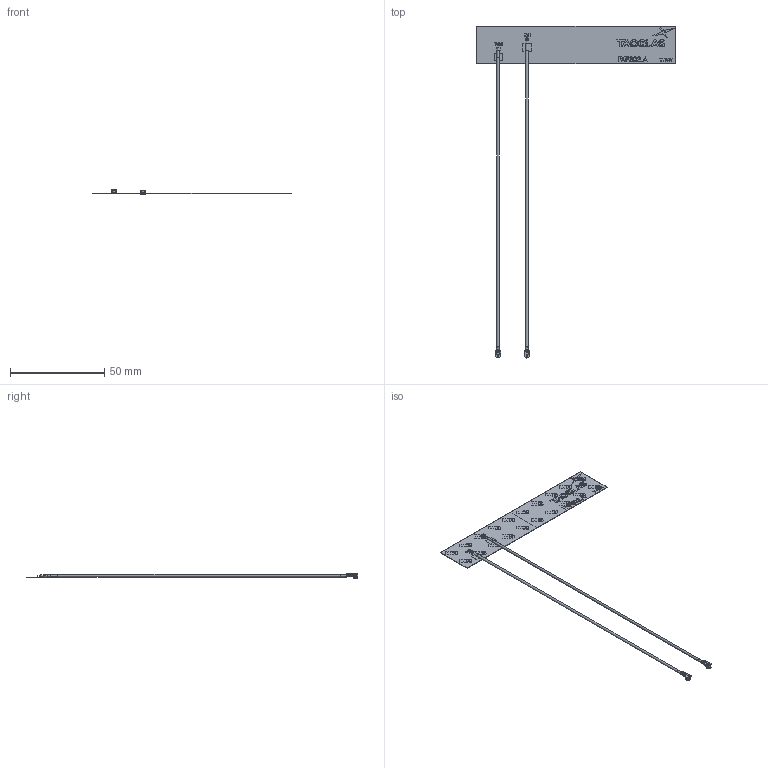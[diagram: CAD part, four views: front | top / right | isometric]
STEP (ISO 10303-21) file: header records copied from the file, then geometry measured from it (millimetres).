
FILE_DESCRIPTION (( 'STEP AP214' ), '1' );
FILE_NAME ('FXP302.A.001 WEB STEP.STEP', '2025-10-15T16:15:23', ( '' ), ( '' ), 'SwSTEP 2.0', 'SolidWorks 2024', '' );
FILE_SCHEMA (( 'AUTOMOTIVE_DESIGN' ));
Length unit declared in the file: millimetre
Products named in the file (10): 204511G000000A_Flex; 1.37 GNSS Coax Grey_Flex; TG240029_FPC_000303_D02_BOARD; FXP302.A.001 WEB  STEP; Combo Cell Cable Assy Black_Flex; 1.37 Cell Coax Black_Flex; Combo WIFI Cable Assy Grey_Flex; 204511G000000A; TG240029_FPC_000303_D02; Part3^FXP302.A.001
Assembly tree (9 placements, depth 3):
  FXP302.A.001 WEB  STEP
    TG240029_FPC_000303_D02
      TG240029_FPC_000303_D02_BOARD
    Combo Cell Cable Assy Black_Flex
      1.37 Cell Coax Black_Flex
      204511G000000A_Flex
    Part3^FXP302.A.001
    Combo WIFI Cable Assy Grey_Flex
      1.37 GNSS Coax Grey_Flex
      204511G000000A
Bounding box: 105 x 176.04 x 2.26 mm (x, y, z)
Volume: 983.3 mm3; surface area: 10011.8 mm2
Topology: 4 solids, 8 shells, 1588 faces, 4299 edges, 2832 vertices
Faces by surface type: plane 1149, bspline 263, cylinder 140, cone 36
Full cylindrical faces by diameter (mm): 0.31 x2, 0.92 x2, 1.15 x2, 1.153 x2, 1.2 x2, 1.37 x2, 2.4 x2
Entity records: 61753 total; most frequent: CARTESIAN_POINT 23610, ORIENTED_EDGE 8538, DIRECTION 6477, EDGE_CURVE 4271, VECTOR 3343, LINE 3343, VERTEX_POINT 2828, EDGE_LOOP 1719
